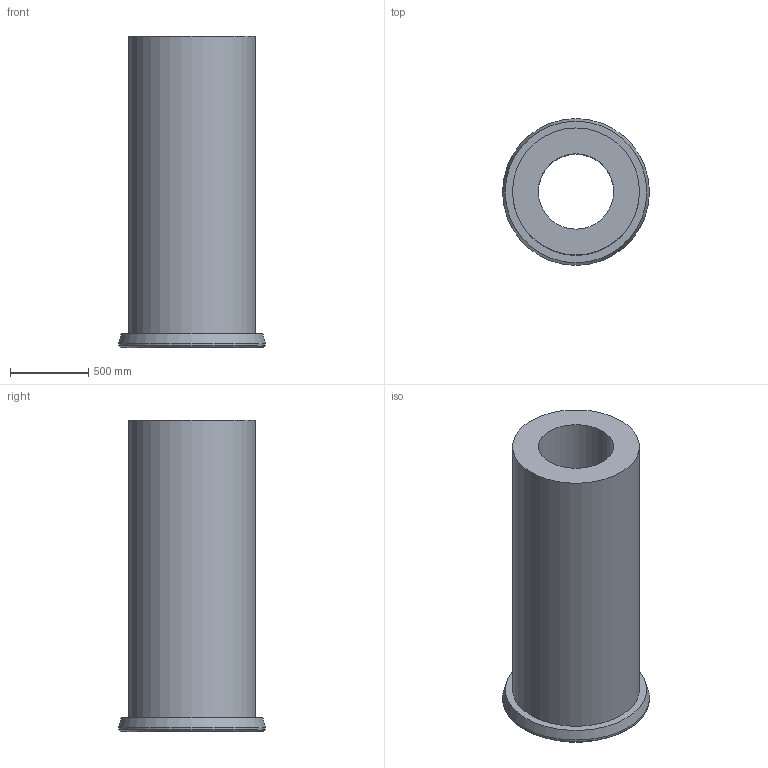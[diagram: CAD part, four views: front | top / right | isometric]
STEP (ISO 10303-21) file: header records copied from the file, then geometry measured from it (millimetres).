
FILE_DESCRIPTION((''),'1');
FILE_NAME('OCA32_19.stp','2021-03-02T02:36:13',(''),(''),'Spatial Interop R21 SP3','Kubotek KeyCreator 2011 V10.0.2 (22737)',' ');
FILE_SCHEMA(('automotive_design'));
Length unit declared in the file: inch
Products named in the file (1): Unnamed[1]
Bounding box: 939.8 x 939.8 x 1993.9 mm (x, y, z)
Volume: 683574126.3 mm3; surface area: 9103004.1 mm2
Topology: 1 solids, 1 shells, 8 faces, 13 edges, 8 vertices
Faces by surface type: plane 3, cylinder 3, cone 2
Full cylindrical faces by diameter (mm): 482.6 x1, 812.8 x1, 939.8 x1
Entity records: 332 total; most frequent: DIRECTION 34, PRESENTATION_STYLE_ASSIGNMENT 26, COLOUR_RGB 26, CARTESIAN_POINT 25, STYLED_ITEM 17, AXIS2_PLACEMENT_3D 17, CURVE_STYLE 17, DRAUGHTING_PRE_DEFINED_CURVE_FONT 17
